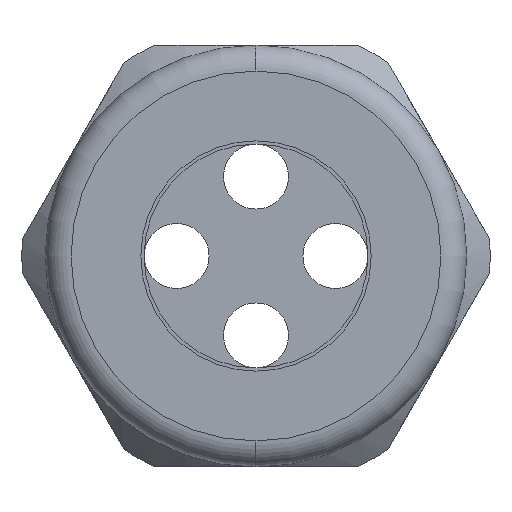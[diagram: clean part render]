
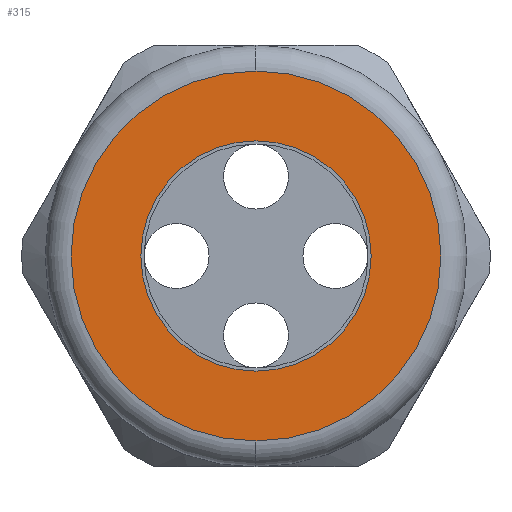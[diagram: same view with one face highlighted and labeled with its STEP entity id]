
A CAD part, left-side view. The second image highlights one B-rep face of the part: STEP entity #315.
In plain terms, the highlighted planar face has unit normal (-1, 0, 0).
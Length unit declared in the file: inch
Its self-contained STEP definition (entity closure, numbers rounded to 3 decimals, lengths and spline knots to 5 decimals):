
#315 = ADVANCED_FACE ( 'NONE', ( #2188, #2187 ), #2186, .T. ) ;
#316 = EDGE_LOOP ( 'NONE', ( #317, #318 ) ) ;
#317 = ORIENTED_EDGE ( 'NONE', *, *, #6388, .T. ) ;
#318 = ORIENTED_EDGE ( 'NONE', *, *, #319, .T. ) ;
#319 = EDGE_CURVE ( 'NONE', #6394, #6387, #2181, .T. ) ;
#320 = EDGE_LOOP ( 'NONE', ( #321, #375 ) ) ;
#321 = ORIENTED_EDGE ( 'NONE', *, *, #390, .T. ) ;
#375 = ORIENTED_EDGE ( 'NONE', *, *, #6409, .T. ) ;
#390 = EDGE_CURVE ( 'NONE', #6405, #6404, #2308, .T. ) ;
#2177 = DIRECTION ( 'NONE',  ( 0., 0., 1. ) ) ;
#2178 = DIRECTION ( 'NONE',  ( -1., 0., 0. ) ) ;
#2179 = CARTESIAN_POINT ( 'NONE',  ( -1.53, 0., 0. ) ) ;
#2180 = AXIS2_PLACEMENT_3D ( 'NONE', #2179, #2178, #2177 ) ;
#2181 = CIRCLE ( 'NONE', #2180, 0.57 ) ;
#2182 = DIRECTION ( 'NONE',  ( 0., 0., 1. ) ) ;
#2183 = DIRECTION ( 'NONE',  ( -1., 0., 0. ) ) ;
#2184 = CARTESIAN_POINT ( 'NONE',  ( -1.53, 0.65, 0. ) ) ;
#2185 = AXIS2_PLACEMENT_3D ( 'NONE', #2184, #2183, #2182 ) ;
#2186 = PLANE ( 'NONE',  #2185 ) ;
#2187 = FACE_BOUND ( 'NONE', #320, .T. ) ;
#2188 = FACE_OUTER_BOUND ( 'NONE', #316, .T. ) ;
#2304 = DIRECTION ( 'NONE',  ( 0., 0., -1. ) ) ;
#2305 = DIRECTION ( 'NONE',  ( 1., 0., 0. ) ) ;
#2306 = CARTESIAN_POINT ( 'NONE',  ( -1.53, 0., 0. ) ) ;
#2307 = AXIS2_PLACEMENT_3D ( 'NONE', #2306, #2305, #2304 ) ;
#2308 = CIRCLE ( 'NONE', #2307, 0.355 ) ;
#5503 = CARTESIAN_POINT ( 'NONE',  ( -1.53, 0., -0.57 ) ) ;
#5510 = DIRECTION ( 'NONE',  ( 0., 0., 1. ) ) ;
#5511 = DIRECTION ( 'NONE',  ( -1., 0., 0. ) ) ;
#5512 = CARTESIAN_POINT ( 'NONE',  ( -1.53, 0., 0. ) ) ;
#5513 = AXIS2_PLACEMENT_3D ( 'NONE', #5512, #5511, #5510 ) ;
#5514 = CIRCLE ( 'NONE', #5513, 0.57 ) ;
#5515 = CARTESIAN_POINT ( 'NONE',  ( -1.53, 0., 0.57 ) ) ;
#5536 = DIRECTION ( 'NONE',  ( 0., 0., -1. ) ) ;
#5537 = DIRECTION ( 'NONE',  ( 1., 0., 0. ) ) ;
#5538 = CARTESIAN_POINT ( 'NONE',  ( -1.53, 0., 0. ) ) ;
#5539 = AXIS2_PLACEMENT_3D ( 'NONE', #5538, #5537, #5536 ) ;
#5540 = CIRCLE ( 'NONE', #5539, 0.355 ) ;
#5541 = CARTESIAN_POINT ( 'NONE',  ( -1.53, 0., -0.355 ) ) ;
#5542 = CARTESIAN_POINT ( 'NONE',  ( -1.53, 0., 0.355 ) ) ;
#6387 = VERTEX_POINT ( 'NONE', #5515 ) ;
#6388 = EDGE_CURVE ( 'NONE', #6387, #6394, #5514, .T. ) ;
#6394 = VERTEX_POINT ( 'NONE', #5503 ) ;
#6404 = VERTEX_POINT ( 'NONE', #5542 ) ;
#6405 = VERTEX_POINT ( 'NONE', #5541 ) ;
#6409 = EDGE_CURVE ( 'NONE', #6404, #6405, #5540, .T. ) ;
